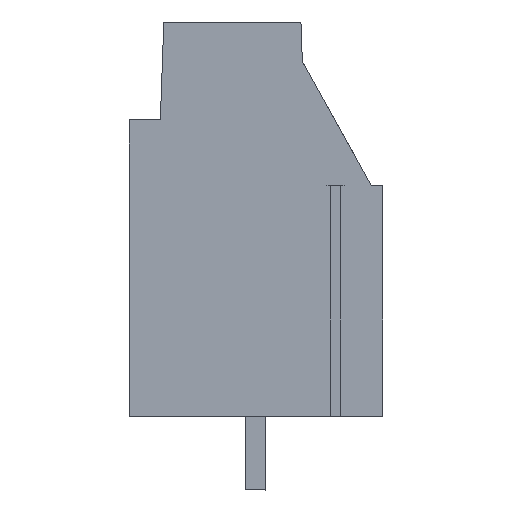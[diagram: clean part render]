
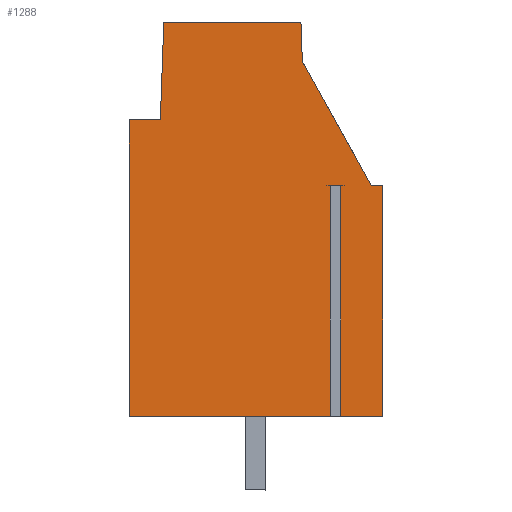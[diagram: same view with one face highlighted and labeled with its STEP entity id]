
A CAD part, left-side view. The second image highlights one B-rep face of the part: STEP entity #1288.
In plain terms, the highlighted planar face has unit normal (-1, 0, 0).
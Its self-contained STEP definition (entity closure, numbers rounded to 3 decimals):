
#1196=AXIS2_PLACEMENT_3D('Plane Axis2P3D',#1193,#1194,#1195) ;
#610=CARTESIAN_POINT('Vertex',(0.,0.5,13.2)) ;
#615=CARTESIAN_POINT('Line Origine',(0.,0.25,13.2)) ;
#619=CARTESIAN_POINT('Vertex',(0.,0.,13.2)) ;
#658=CARTESIAN_POINT('Vertex',(0.,3.49,18.592)) ;
#663=CARTESIAN_POINT('Line Origine',(0.,1.995,15.896)) ;
#1193=CARTESIAN_POINT('Axis2P3D Location',(0.,11.,0.)) ;
#1198=CARTESIAN_POINT('Line Origine',(0.,0.912,3.2)) ;
#1202=CARTESIAN_POINT('Vertex',(0.,1.825,3.2)) ;
#1204=CARTESIAN_POINT('Vertex',(0.,0.,3.2)) ;
#1207=CARTESIAN_POINT('Line Origine',(0.,0.,8.2)) ;
#1212=CARTESIAN_POINT('Line Origine',(0.,3.52,19.446)) ;
#1216=CARTESIAN_POINT('Vertex',(0.,3.55,20.3)) ;
#1219=CARTESIAN_POINT('Line Origine',(0.,6.525,20.3)) ;
#1223=CARTESIAN_POINT('Vertex',(0.,9.5,20.3)) ;
#1226=CARTESIAN_POINT('Line Origine',(0.,9.574,18.175)) ;
#1230=CARTESIAN_POINT('Vertex',(0.,9.648,16.05)) ;
#1233=CARTESIAN_POINT('Line Origine',(0.,10.324,16.05)) ;
#1237=CARTESIAN_POINT('Vertex',(0.,11.,16.05)) ;
#1240=CARTESIAN_POINT('Line Origine',(0.,11.,9.625)) ;
#1244=CARTESIAN_POINT('Vertex',(0.,11.,3.2)) ;
#1247=CARTESIAN_POINT('Line Origine',(0.,6.638,3.2)) ;
#1251=CARTESIAN_POINT('Vertex',(0.,2.275,3.2)) ;
#1254=CARTESIAN_POINT('Line Origine',(0.,2.275,8.2)) ;
#1258=CARTESIAN_POINT('Vertex',(0.,2.275,13.2)) ;
#1261=CARTESIAN_POINT('Line Origine',(0.,2.05,13.2)) ;
#1265=CARTESIAN_POINT('Vertex',(0.,1.825,13.2)) ;
#1268=CARTESIAN_POINT('Line Origine',(0.,1.825,8.2)) ;
#616=DIRECTION('Vector Direction',(0.,-1.,0.)) ;
#664=DIRECTION('Vector Direction',(0.,-0.485,-0.875)) ;
#1194=DIRECTION('Axis2P3D Direction',(-1.,0.,0.)) ;
#1195=DIRECTION('Axis2P3D XDirection',(0.,-1.,0.)) ;
#1199=DIRECTION('Vector Direction',(0.,1.,0.)) ;
#1208=DIRECTION('Vector Direction',(0.,0.,-1.)) ;
#1213=DIRECTION('Vector Direction',(0.,0.035,0.999)) ;
#1220=DIRECTION('Vector Direction',(0.,-1.,0.)) ;
#1227=DIRECTION('Vector Direction',(0.,0.035,-0.999)) ;
#1234=DIRECTION('Vector Direction',(0.,-1.,0.)) ;
#1241=DIRECTION('Vector Direction',(0.,0.,1.)) ;
#1248=DIRECTION('Vector Direction',(0.,1.,0.)) ;
#1255=DIRECTION('Vector Direction',(0.,0.,1.)) ;
#1262=DIRECTION('Vector Direction',(0.,-1.,0.)) ;
#1269=DIRECTION('Vector Direction',(0.,0.,1.)) ;
#617=VECTOR('Line Direction',#616,1.) ;
#665=VECTOR('Line Direction',#664,1.) ;
#1200=VECTOR('Line Direction',#1199,1.) ;
#1209=VECTOR('Line Direction',#1208,1.) ;
#1214=VECTOR('Line Direction',#1213,1.) ;
#1221=VECTOR('Line Direction',#1220,1.) ;
#1228=VECTOR('Line Direction',#1227,1.) ;
#1235=VECTOR('Line Direction',#1234,1.) ;
#1242=VECTOR('Line Direction',#1241,1.) ;
#1249=VECTOR('Line Direction',#1248,1.) ;
#1256=VECTOR('Line Direction',#1255,1.) ;
#1263=VECTOR('Line Direction',#1262,1.) ;
#1270=VECTOR('Line Direction',#1269,1.) ;
#1274=ORIENTED_EDGE('',*,*,#1206,.T.) ;
#1275=ORIENTED_EDGE('',*,*,#1211,.T.) ;
#1276=ORIENTED_EDGE('',*,*,#621,.T.) ;
#1277=ORIENTED_EDGE('',*,*,#667,.T.) ;
#1278=ORIENTED_EDGE('',*,*,#1218,.T.) ;
#1279=ORIENTED_EDGE('',*,*,#1225,.T.) ;
#1280=ORIENTED_EDGE('',*,*,#1232,.T.) ;
#1281=ORIENTED_EDGE('',*,*,#1239,.T.) ;
#1282=ORIENTED_EDGE('',*,*,#1246,.T.) ;
#1283=ORIENTED_EDGE('',*,*,#1253,.T.) ;
#1284=ORIENTED_EDGE('',*,*,#1260,.T.) ;
#1285=ORIENTED_EDGE('',*,*,#1267,.F.) ;
#1286=ORIENTED_EDGE('',*,*,#1272,.F.) ;
#1288=ADVANCED_FACE('KLSC M3x6.3.1',(#1287),#1197,.T.) ;
#621=EDGE_CURVE('',#620,#611,#618,.F.) ;
#667=EDGE_CURVE('',#611,#659,#666,.F.) ;
#1206=EDGE_CURVE('',#1203,#1205,#1201,.F.) ;
#1211=EDGE_CURVE('',#1205,#620,#1210,.F.) ;
#1218=EDGE_CURVE('',#659,#1217,#1215,.T.) ;
#1225=EDGE_CURVE('',#1217,#1224,#1222,.F.) ;
#1232=EDGE_CURVE('',#1224,#1231,#1229,.T.) ;
#1239=EDGE_CURVE('',#1231,#1238,#1236,.F.) ;
#1246=EDGE_CURVE('',#1238,#1245,#1243,.F.) ;
#1253=EDGE_CURVE('',#1245,#1252,#1250,.F.) ;
#1260=EDGE_CURVE('',#1252,#1259,#1257,.T.) ;
#1267=EDGE_CURVE('',#1266,#1259,#1264,.F.) ;
#1272=EDGE_CURVE('',#1203,#1266,#1271,.T.) ;
#1273=EDGE_LOOP('',(#1274,#1275,#1276,#1277,#1278,#1279,#1280,#1281,#1282,#1283,#1284,#1285,#1286)) ;
#1287=FACE_OUTER_BOUND('',#1273,.T.) ;
#618=LINE('Line',#615,#617) ;
#666=LINE('Line',#663,#665) ;
#1201=LINE('Line',#1198,#1200) ;
#1210=LINE('Line',#1207,#1209) ;
#1215=LINE('Line',#1212,#1214) ;
#1222=LINE('Line',#1219,#1221) ;
#1229=LINE('Line',#1226,#1228) ;
#1236=LINE('Line',#1233,#1235) ;
#1243=LINE('Line',#1240,#1242) ;
#1250=LINE('Line',#1247,#1249) ;
#1257=LINE('Line',#1254,#1256) ;
#1264=LINE('Line',#1261,#1263) ;
#1271=LINE('Line',#1268,#1270) ;
#1197=PLANE('',#1196) ;
#611=VERTEX_POINT('',#610) ;
#620=VERTEX_POINT('',#619) ;
#659=VERTEX_POINT('',#658) ;
#1203=VERTEX_POINT('',#1202) ;
#1205=VERTEX_POINT('',#1204) ;
#1217=VERTEX_POINT('',#1216) ;
#1224=VERTEX_POINT('',#1223) ;
#1231=VERTEX_POINT('',#1230) ;
#1238=VERTEX_POINT('',#1237) ;
#1245=VERTEX_POINT('',#1244) ;
#1252=VERTEX_POINT('',#1251) ;
#1259=VERTEX_POINT('',#1258) ;
#1266=VERTEX_POINT('',#1265) ;
